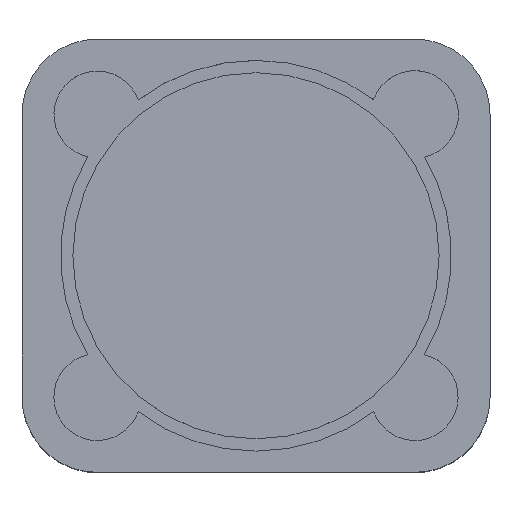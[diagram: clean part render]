
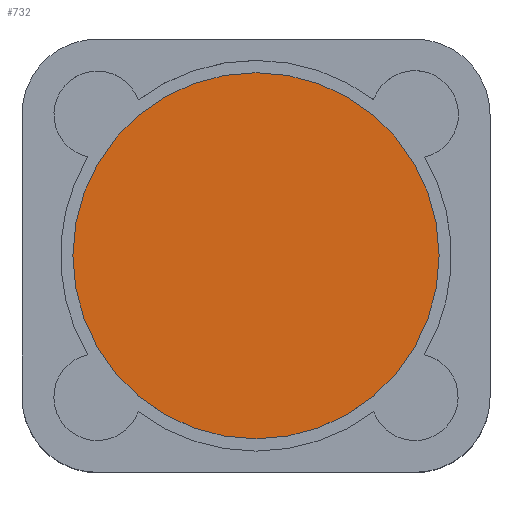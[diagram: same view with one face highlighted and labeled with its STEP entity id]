
A CAD part, top view. The second image highlights one B-rep face of the part: STEP entity #732.
In plain terms, the highlighted planar face has unit normal (0, 0, 1).
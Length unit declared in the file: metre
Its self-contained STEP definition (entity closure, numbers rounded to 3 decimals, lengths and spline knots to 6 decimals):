
#48=CIRCLE('',#1027,0.005282);
#246=ORIENTED_EDGE('',*,*,#342,.F.);
#342=EDGE_CURVE('',#409,#409,#48,.F.);
#409=VERTEX_POINT('',#1428);
#594=EDGE_LOOP('',(#246));
#634=FACE_BOUND('',#594,.T.);
#658=PLANE('',#1032);
#732=ADVANCED_FACE('',(#634),#658,.T.);
#1027=AXIS2_PLACEMENT_3D('',#1427,#1221,#1222);
#1032=AXIS2_PLACEMENT_3D('',#1434,#1231,#1232);
#1221=DIRECTION('',(0.,0.,1.));
#1222=DIRECTION('',(1.,0.,0.));
#1231=DIRECTION('',(0.,0.,1.));
#1232=DIRECTION('',(1.,0.,0.));
#1427=CARTESIAN_POINT('',(0.00675,-0.00625,0.008));
#1428=CARTESIAN_POINT('',(0.012032,-0.00625,0.008));
#1434=CARTESIAN_POINT('',(0.00675,-0.00625,0.008));
